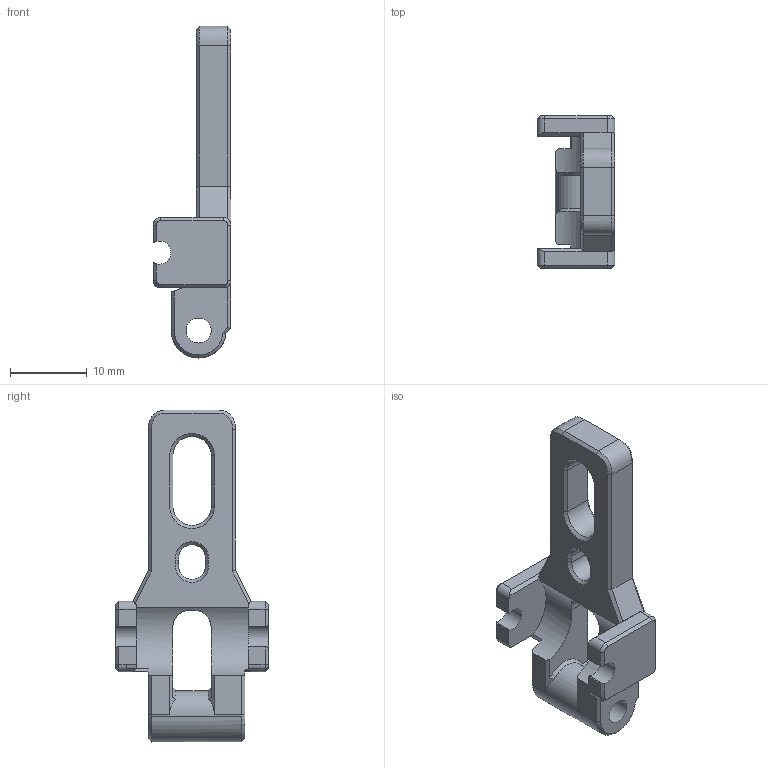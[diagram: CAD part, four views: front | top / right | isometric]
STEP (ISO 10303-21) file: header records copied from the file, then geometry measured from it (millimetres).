
FILE_DESCRIPTION(/* description */ ('STEP AP242','CAx-IF Rec.Pracs.---Representation and Presentation of Product Manufacturing Information (PMI)---4.0---2014-10-13','CAx-IF Rec.Pracs.---3D Tessellated Geometry---0.4---2014-09-14','2;1'),/* implementation_level */ '2;1');
FILE_NAME(/* name */ '6335a67e9236824bc2ee4bed',/* time_stamp */ '2022-09-29T14:06:55+00:00',/* author */ (''),/* organization */ (''),/* preprocessor_version */ 'ST-DEVELOPER v18.102',/* originating_system */ ' ',/* authorisation */ ' ');
FILE_SCHEMA (('AP242_MANAGED_MODEL_BASED_3D_ENGINEERING_MIM_LF { 1 0 10303 442 1 1 4 }'));
Length unit declared in the file: metre
Products named in the file (1): Lever
Bounding box: 10.12 x 19.8 x 43.12 mm (x, y, z)
Volume: 2355.2 mm3; surface area: 2161.6 mm2
Topology: 1 solids, 1 shells, 151 faces, 400 edges, 250 vertices
Faces by surface type: plane 78, cylinder 28, bspline 23, cone 22
Full cylindrical faces by diameter (mm): 3.25 x1
Entity records: 5408 total; most frequent: CARTESIAN_POINT 1864, ORIENTED_EDGE 798, DIRECTION 633, EDGE_CURVE 399, VERTEX_POINT 250, AXIS2_PLACEMENT_3D 214, LINE 205, VECTOR 205
